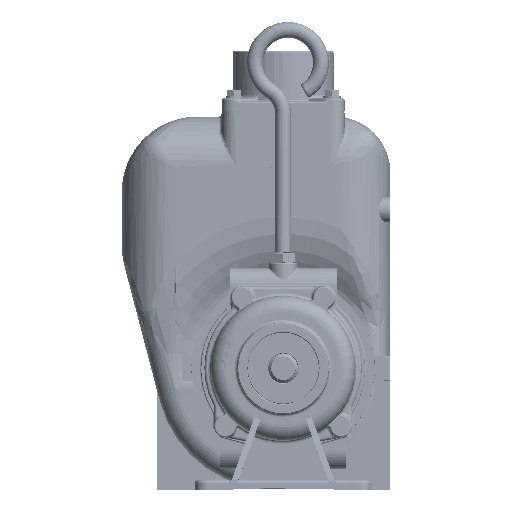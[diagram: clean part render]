
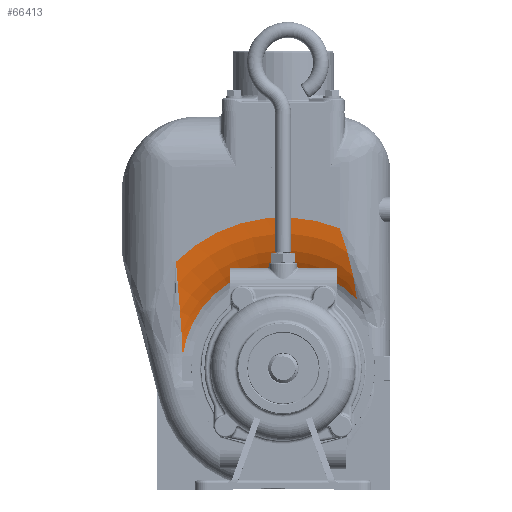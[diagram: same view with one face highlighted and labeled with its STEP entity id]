
A CAD part, top view. The second image highlights one B-rep face of the part: STEP entity #66413.
In plain terms, the highlighted toroidal (fillet/blend) face has major radius 152.4 mm and minor radius 95.25 mm.
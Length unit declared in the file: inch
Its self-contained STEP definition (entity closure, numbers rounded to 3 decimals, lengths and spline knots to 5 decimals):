
#1843=TOROIDAL_SURFACE('',#71550,6.,3.75);
#2376=B_SPLINE_CURVE_WITH_KNOTS('',3,(#99230,#99231,#99232,#99233,#99234,
#99235,#99236,#99237),.UNSPECIFIED.,.F.,.F.,(4,2,1,1,4),(-6.99528,
-6.9896,-4.19376,-2.79584,0.),.UNSPECIFIED.);
#2377=B_SPLINE_CURVE_WITH_KNOTS('',3,(#99239,#99240,#99241,#99242,#99243,
#99244,#99245,#99246,#99247,#99248),.UNSPECIFIED.,.F.,.F.,(4,1,1,1,1,2,
4),(0.,1.83271,3.66542,5.49812,7.33083,
9.16354,9.17197),.UNSPECIFIED.);
#2378=B_SPLINE_CURVE_WITH_KNOTS('',3,(#99249,#99250,#99251,#99252),
 .UNSPECIFIED.,.F.,.F.,(4,4),(0.19346,0.48826),
 .UNSPECIFIED.);
#7766=FACE_OUTER_BOUND('',#11958,.T.);
#11958=EDGE_LOOP('',(#46065,#46066,#46067,#46068,#46069));
#24574=CIRCLE('',#71363,6.);
#24675=CIRCLE('',#71551,4.01543);
#27860=VERTEX_POINT('',#98512);
#27861=VERTEX_POINT('',#98513);
#28057=VERTEX_POINT('',#99227);
#28058=VERTEX_POINT('',#99228);
#28059=VERTEX_POINT('',#99238);
#34572=EDGE_CURVE('',#27860,#27861,#24574,.T.);
#34828=EDGE_CURVE('',#28057,#28058,#24675,.T.);
#34829=EDGE_CURVE('',#27860,#28057,#2376,.T.);
#34830=EDGE_CURVE('',#28059,#27861,#2377,.T.);
#34831=EDGE_CURVE('',#28058,#28059,#2378,.T.);
#46065=ORIENTED_EDGE('',*,*,#34828,.F.);
#46066=ORIENTED_EDGE('',*,*,#34829,.F.);
#46067=ORIENTED_EDGE('',*,*,#34572,.T.);
#46068=ORIENTED_EDGE('',*,*,#34830,.F.);
#46069=ORIENTED_EDGE('',*,*,#34831,.F.);
#66413=ADVANCED_FACE('',(#7766),#1843,.T.);
#71363=AXIS2_PLACEMENT_3D('',#98514,#78527,#78528);
#71550=AXIS2_PLACEMENT_3D('',#99226,#79021,#79022);
#71551=AXIS2_PLACEMENT_3D('',#99229,#79023,#79024);
#78527=DIRECTION('center_axis',(0.,0.,1.));
#78528=DIRECTION('ref_axis',(1.,0.,0.));
#79021=DIRECTION('center_axis',(0.,0.,1.));
#79022=DIRECTION('ref_axis',(-0.312,0.95,0.));
#79023=DIRECTION('center_axis',(0.,0.,1.));
#79024=DIRECTION('ref_axis',(-0.362,0.932,0.));
#98512=CARTESIAN_POINT('',(2.25,5.56215,1.5));
#98513=CARTESIAN_POINT('',(-4.25,4.23527,1.5));
#98514=CARTESIAN_POINT('Origin',(0.,0.,1.5));
#99226=CARTESIAN_POINT('Origin',(0.,0.,-2.25));
#99227=CARTESIAN_POINT('',(2.9251,2.7509,0.93182));
#99228=CARTESIAN_POINT('',(-3.98677,0.47889,0.93182));
#99229=CARTESIAN_POINT('Origin',(0.,0.,0.93182));
#99230=CARTESIAN_POINT('Ctrl Pts',(2.25,5.56215,1.5));
#99231=CARTESIAN_POINT('Ctrl Pts',(2.25028,5.56136,1.5));
#99232=CARTESIAN_POINT('Ctrl Pts',(2.25055,5.56057,1.5));
#99233=CARTESIAN_POINT('Ctrl Pts',(2.38694,5.17209,1.49983));
#99234=CARTESIAN_POINT('Ctrl Pts',(2.56953,4.59147,1.44281));
#99235=CARTESIAN_POINT('Ctrl Pts',(2.79884,3.64628,1.24031));
#99236=CARTESIAN_POINT('Ctrl Pts',(2.88769,3.1001,1.06404));
#99237=CARTESIAN_POINT('Ctrl Pts',(2.9251,2.7509,0.93182));
#99238=CARTESIAN_POINT('',(-3.98808,0.58194,0.94106));
#99239=CARTESIAN_POINT('Ctrl Pts',(-3.98808,0.58194,
0.94106));
#99240=CARTESIAN_POINT('Ctrl Pts',(-3.99442,0.79599,
0.964));
#99241=CARTESIAN_POINT('Ctrl Pts',(-4.01389,1.22859,1.03347));
#99242=CARTESIAN_POINT('Ctrl Pts',(-4.06076,1.90901,1.18213));
#99243=CARTESIAN_POINT('Ctrl Pts',(-4.11999,2.63115,1.33838));
#99244=CARTESIAN_POINT('Ctrl Pts',(-4.18539,3.4048,1.46351));
#99245=CARTESIAN_POINT('Ctrl Pts',(-4.22882,3.95178,1.49983));
#99246=CARTESIAN_POINT('Ctrl Pts',(-4.24981,4.23269,1.5));
#99247=CARTESIAN_POINT('Ctrl Pts',(-4.2499,4.23398,1.5));
#99248=CARTESIAN_POINT('Ctrl Pts',(-4.25,4.23527,1.5));
#99249=CARTESIAN_POINT('Ctrl Pts',(-3.98677,0.47889,
0.93182));
#99250=CARTESIAN_POINT('Ctrl Pts',(-3.98663,0.51316,0.93429));
#99251=CARTESIAN_POINT('Ctrl Pts',(-3.98706,0.54751,0.93737));
#99252=CARTESIAN_POINT('Ctrl Pts',(-3.98808,0.58194,
0.94106));
